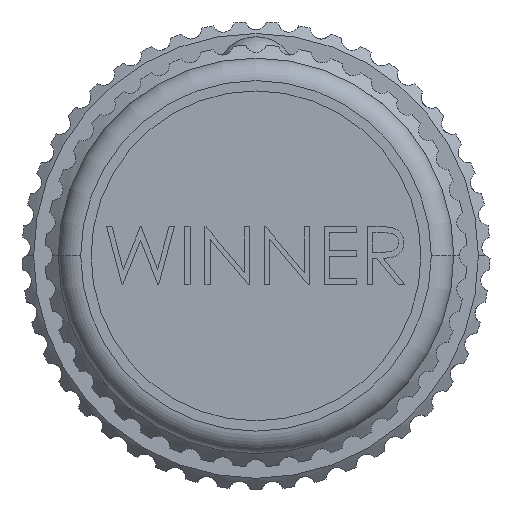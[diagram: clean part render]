
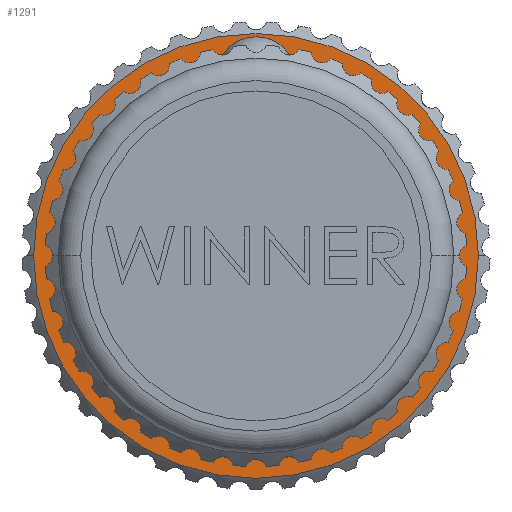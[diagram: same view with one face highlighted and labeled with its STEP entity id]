
A CAD part, left-side view. The second image highlights one B-rep face of the part: STEP entity #1291.
In plain terms, the highlighted planar face has unit normal (-1, 0, 0).
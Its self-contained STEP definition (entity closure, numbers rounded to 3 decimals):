
#229 = CARTESIAN_POINT ( 'NONE',  ( -7.9, 8.56, 0. ) ) ;
#1171 = DIRECTION ( 'NONE',  ( 0., -1., 0. ) ) ;
#1291 = ADVANCED_FACE ( 'NONE', ( #4602, #23546 ), #20542, .T. ) ;
#1997 = ORIENTED_EDGE ( 'NONE', *, *, #20359, .F. ) ;
#2056 = AXIS2_PLACEMENT_3D ( 'NONE', #11329, #26336, #2656 ) ;
#2606 = AXIS2_PLACEMENT_3D ( 'NONE', #13837, #18276, #14020 ) ;
#2656 = DIRECTION ( 'NONE',  ( 0., -1., 0. ) ) ;
#3234 = CIRCLE ( 'NONE', #25747, 8.56 ) ;
#3427 = ORIENTED_EDGE ( 'NONE', *, *, #20229, .T. ) ;
#4602 = FACE_BOUND ( 'NONE', #21245, .T. ) ;
#4857 = CARTESIAN_POINT ( 'NONE',  ( -7.9, 0., 0. ) ) ;
#5162 = ORIENTED_EDGE ( 'NONE', *, *, #16527, .T. ) ;
#5182 = CARTESIAN_POINT ( 'NONE',  ( -7.9, 0., 0. ) ) ;
#5301 = CARTESIAN_POINT ( 'NONE',  ( -7.9, 0., 0. ) ) ;
#10339 = CIRCLE ( 'NONE', #2056, 15.3 ) ;
#10394 = VERTEX_POINT ( 'NONE', #21608 ) ;
#11329 = CARTESIAN_POINT ( 'NONE',  ( -7.9, 0., 0. ) ) ;
#13746 = VERTEX_POINT ( 'NONE', #26959 ) ;
#13837 = CARTESIAN_POINT ( 'NONE',  ( -7.9, 0., 0. ) ) ;
#14020 = DIRECTION ( 'NONE',  ( 0., -1., 0. ) ) ;
#15119 = EDGE_LOOP ( 'NONE', ( #3427, #5162 ) ) ;
#16527 = EDGE_CURVE ( 'NONE', #24548, #13746, #21478, .T. ) ;
#18276 = DIRECTION ( 'NONE',  ( -1., 0., 0. ) ) ;
#18310 = DIRECTION ( 'NONE',  ( -1., 0., 0. ) ) ;
#19824 = EDGE_CURVE ( 'NONE', #27008, #10394, #21835, .T. ) ;
#20229 = EDGE_CURVE ( 'NONE', #13746, #24548, #10339, .T. ) ;
#20352 = CARTESIAN_POINT ( 'NONE',  ( -7.9, -15.3, 0. ) ) ;
#20359 = EDGE_CURVE ( 'NONE', #10394, #27008, #3234, .T. ) ;
#20385 = DIRECTION ( 'NONE',  ( 0., -1., 0. ) ) ;
#20417 = DIRECTION ( 'NONE',  ( -1., 0., 0. ) ) ;
#20542 = PLANE ( 'NONE',  #2606 ) ;
#21245 = EDGE_LOOP ( 'NONE', ( #1997, #21275 ) ) ;
#21275 = ORIENTED_EDGE ( 'NONE', *, *, #19824, .F. ) ;
#21478 = CIRCLE ( 'NONE', #25158, 15.3 ) ;
#21608 = CARTESIAN_POINT ( 'NONE',  ( -7.9, -8.56, 0. ) ) ;
#21835 = CIRCLE ( 'NONE', #26265, 8.56 ) ;
#23546 = FACE_OUTER_BOUND ( 'NONE', #15119, .T. ) ;
#24548 = VERTEX_POINT ( 'NONE', #20352 ) ;
#24590 = DIRECTION ( 'NONE',  ( -1., 0., 0. ) ) ;
#25158 = AXIS2_PLACEMENT_3D ( 'NONE', #4857, #24590, #26463 ) ;
#25747 = AXIS2_PLACEMENT_3D ( 'NONE', #5182, #18310, #20385 ) ;
#26265 = AXIS2_PLACEMENT_3D ( 'NONE', #5301, #20417, #1171 ) ;
#26336 = DIRECTION ( 'NONE',  ( -1., 0., 0. ) ) ;
#26463 = DIRECTION ( 'NONE',  ( 0., -1., 0. ) ) ;
#26959 = CARTESIAN_POINT ( 'NONE',  ( -7.9, 15.3, 0. ) ) ;
#27008 = VERTEX_POINT ( 'NONE', #229 ) ;
